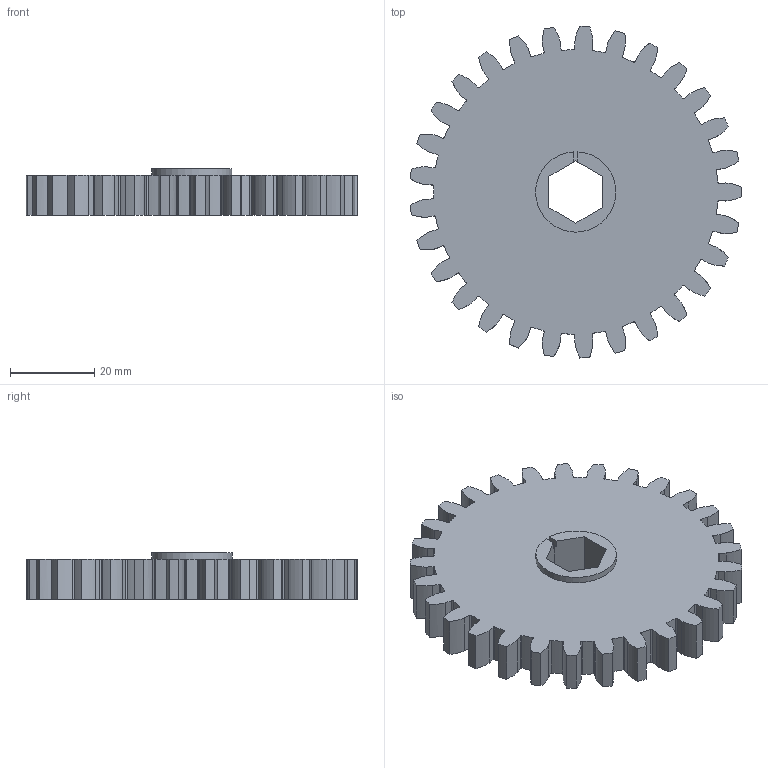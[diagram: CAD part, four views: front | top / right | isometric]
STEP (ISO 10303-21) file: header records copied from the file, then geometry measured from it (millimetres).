
FILE_DESCRIPTION(/* description */ (''),/* implementation_level */ '2;1');
FILE_NAME(/* name */ '29T 10DP Spur Gear.step',/* time_stamp */ '2024-08-02T21:22:31-04:00',/* author */ (''),/* organization */ (''),/* preprocessor_version */ 'ST-DEVELOPER v20',/* originating_system */ 'Autodesk Translation Framework v13.14.0.145',/* authorisation */ '');
FILE_SCHEMA (('AUTOMOTIVE_DESIGN { 1 0 10303 214 3 1 1 }'));
Length unit declared in the file: millimetre
Products named in the file (2): 29T 10DP Spur Gear; Spur Gear (29 teeth)
Assembly tree (1 placements, depth 2):
  29T 10DP Spur Gear
    Spur Gear (29 teeth)
Bounding box: 78.62 x 78.72 x 11.08 mm (x, y, z)
Volume: 38753.8 mm3; surface area: 13374.5 mm2
Topology: 1 solids, 1 shells, 244 faces, 726 edges, 484 vertices
Faces by surface type: cylinder 117, plane 69, bspline 58
Entity records: 24947 total; most frequent: CARTESIAN_POINT 18683, ORIENTED_EDGE 1452, DIRECTION 1222, EDGE_CURVE 726, VERTEX_POINT 484, AXIS2_PLACEMENT_3D 423, LINE 376, VECTOR 376
